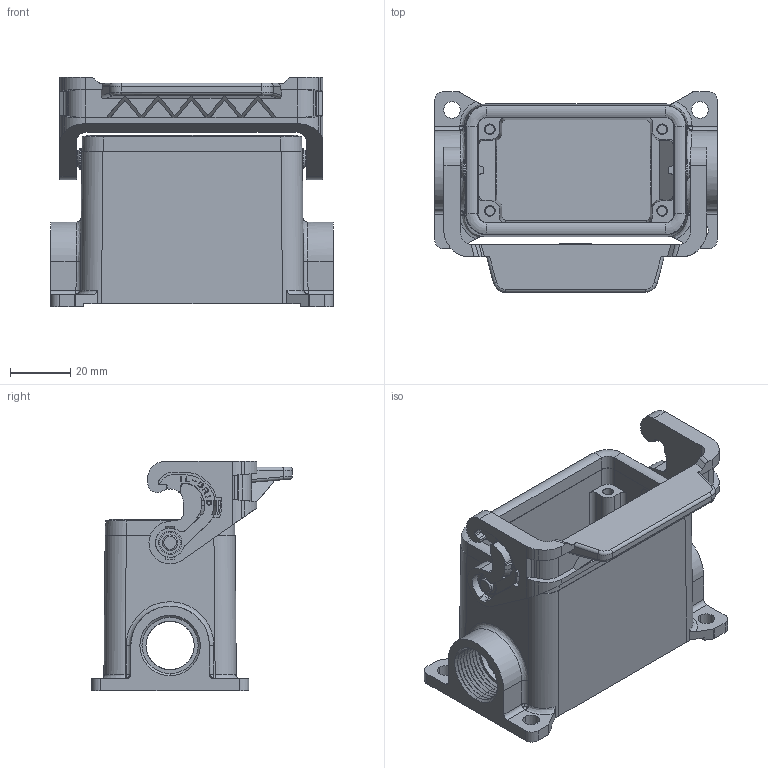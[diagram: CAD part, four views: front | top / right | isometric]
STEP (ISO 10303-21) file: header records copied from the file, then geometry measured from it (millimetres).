
FILE_DESCRIPTION(('Creo Elements/Direct Modeling STEP Export'),'2;1');
FILE_NAME('37jbk2e5ph56gfn3060','2023-03-02T10:26:03',(''),(''),'Creo Elements/Direct Modeling STEP processor for AP214 (Solid Model)','Creo Elements/Direct Modeling 20.1B 02-Apr-2019 (C) Parametric Technology GmbH','');
FILE_SCHEMA(('AUTOMOTIVE_DESIGN { 1 0 10303 214 1 1 1 1 }'));
Length unit declared in the file: millimetre
Products named in the file (2): MLP 10 L220
Assembly tree (1 placements, depth 2):
  MLP 10 L220
    MLP 10 L220
Bounding box: 93.5 x 66.5 x 76 mm (x, y, z)
Volume: 88390.4 mm3; surface area: 46825.8 mm2
Topology: 1 solids, 1 shells, 1087 faces, 2892 edges, 1863 vertices
Faces by surface type: plane 621, cylinder 306, cone 86, torus 46, bspline 28
Entity records: 45958 total; most frequent: CARTESIAN_POINT 10704, ORIENTED_EDGE 5784, DIRECTION 5201, EDGE_CURVE 2892, VECTOR 1961, LINE 1961, VERTEX_POINT 1863, AXIS2_PLACEMENT_3D 1620
